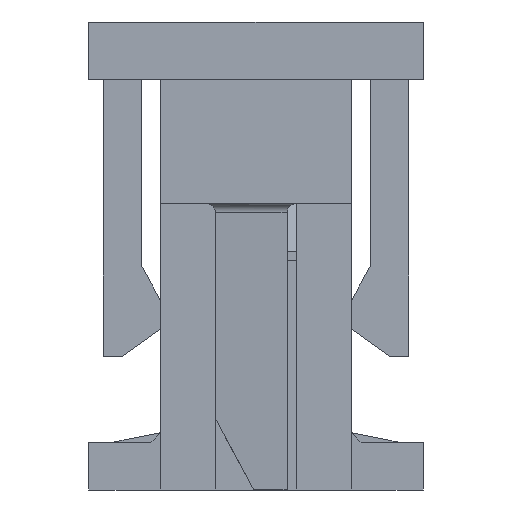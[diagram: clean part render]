
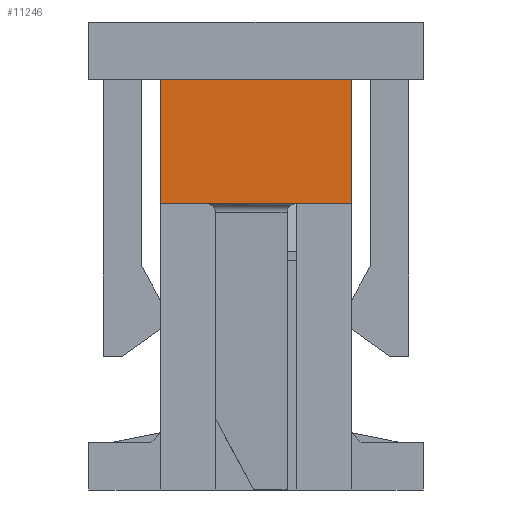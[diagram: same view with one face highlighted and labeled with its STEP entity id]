
A CAD part, left-side view. The second image highlights one B-rep face of the part: STEP entity #11246.
In plain terms, the highlighted planar face has unit normal (-1, 0, 0).
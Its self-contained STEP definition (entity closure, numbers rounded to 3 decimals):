
#3250=ORIENTED_EDGE('',*,*,#4987,.F.);
#3251=ORIENTED_EDGE('',*,*,#4982,.F.);
#3252=ORIENTED_EDGE('',*,*,#4989,.T.);
#3253=ORIENTED_EDGE('',*,*,#4990,.T.);
#4982=EDGE_CURVE('',#6058,#6059,#7596,.T.);
#4987=EDGE_CURVE('',#6059,#6063,#7601,.T.);
#4989=EDGE_CURVE('',#6058,#6064,#7603,.T.);
#4990=EDGE_CURVE('',#6064,#6063,#7604,.T.);
#6058=VERTEX_POINT('',#17725);
#6059=VERTEX_POINT('',#17727);
#6063=VERTEX_POINT('',#17737);
#6064=VERTEX_POINT('',#17741);
#7596=LINE('',#17726,#9154);
#7601=LINE('',#17736,#9159);
#7603=LINE('',#17740,#9161);
#7604=LINE('',#17742,#9162);
#9154=VECTOR('',#14504,1000.);
#9159=VECTOR('',#14511,1000.);
#9161=VECTOR('',#14515,1000.);
#9162=VECTOR('',#14516,1000.);
#9708=EDGE_LOOP('',(#3250,#3251,#3252,#3253));
#10234=FACE_BOUND('',#9708,.T.);
#10737=PLANE('',#11887);
#11246=ADVANCED_FACE('',(#10234),#10737,.T.);
#11887=AXIS2_PLACEMENT_3D('',#17739,#14513,#14514);
#14504=DIRECTION('',(0.,1.,0.));
#14511=DIRECTION('',(0.,0.,1.));
#14513=DIRECTION('',(-1.,0.,0.));
#14514=DIRECTION('',(0.,0.,1.));
#14515=DIRECTION('',(0.,0.,1.));
#14516=DIRECTION('',(0.,1.,0.));
#17725=CARTESIAN_POINT('',(-8.2,-1.,-0.65));
#17726=CARTESIAN_POINT('',(-8.2,-1.,-0.65));
#17727=CARTESIAN_POINT('',(-8.2,1.,-0.65));
#17736=CARTESIAN_POINT('',(-8.2,1.,-0.65));
#17737=CARTESIAN_POINT('',(-8.2,1.,0.65));
#17739=CARTESIAN_POINT('',(-8.2,-1.,-0.65));
#17740=CARTESIAN_POINT('',(-8.2,-1.,-0.65));
#17741=CARTESIAN_POINT('',(-8.2,-1.,0.65));
#17742=CARTESIAN_POINT('',(-8.2,-1.,0.65));
